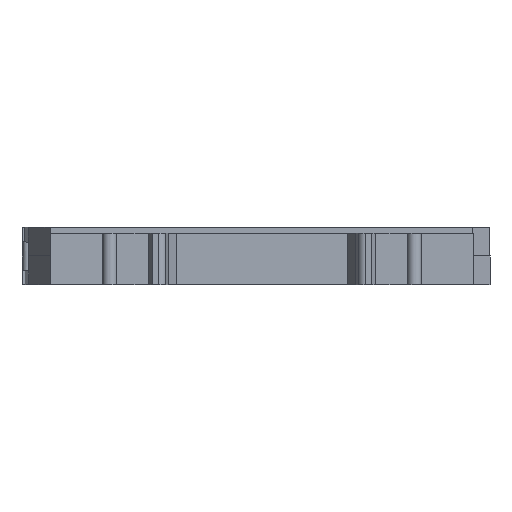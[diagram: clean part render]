
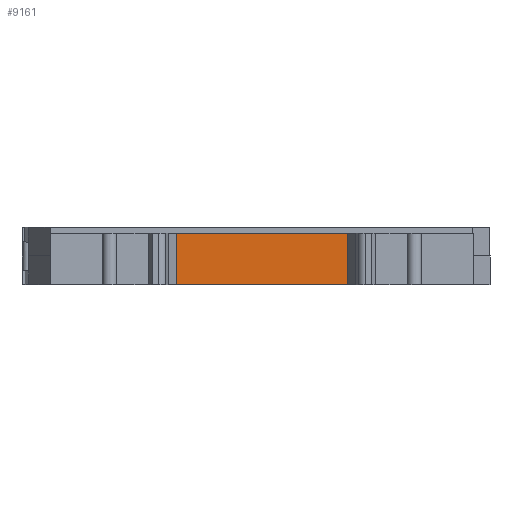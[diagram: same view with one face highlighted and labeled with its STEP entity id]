
A CAD part, front view. The second image highlights one B-rep face of the part: STEP entity #9161.
In plain terms, the highlighted planar face has unit normal (0, -1, 0).
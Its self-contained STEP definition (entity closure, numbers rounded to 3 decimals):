
#85 = CARTESIAN_POINT ( 'NONE',  ( -15.009, 0., 44.049 ) ) ;
#1017 = LINE ( 'NONE', #16987, #9520 ) ;
#1368 = ORIENTED_EDGE ( 'NONE', *, *, #17020, .F. ) ;
#1392 = VECTOR ( 'NONE', #12711, 1000. ) ;
#1528 = CARTESIAN_POINT ( 'NONE',  ( -15.009, 0., 4. ) ) ;
#1736 = DIRECTION ( 'NONE',  ( 0., 0., 1. ) ) ;
#1921 = LINE ( 'NONE', #17620, #1392 ) ;
#3354 = CARTESIAN_POINT ( 'NONE',  ( -15.009, 0., -5. ) ) ;
#3637 = EDGE_LOOP ( 'NONE', ( #13436, #9915, #13630, #1368 ) ) ;
#3662 = VERTEX_POINT ( 'NONE', #3354 ) ;
#4793 = DIRECTION ( 'NONE',  ( 1., 0., 0. ) ) ;
#5534 = DIRECTION ( 'NONE',  ( 0., 0., -1. ) ) ;
#6114 = AXIS2_PLACEMENT_3D ( 'NONE', #85, #18120, #8336 ) ;
#6581 = EDGE_CURVE ( 'NONE', #3662, #20037, #16060, .T. ) ;
#8063 = CARTESIAN_POINT ( 'NONE',  ( 15.113, 0., 4. ) ) ;
#8148 = FACE_OUTER_BOUND ( 'NONE', #3637, .T. ) ;
#8336 = DIRECTION ( 'NONE',  ( -1., 0., 0. ) ) ;
#8376 = VECTOR ( 'NONE', #1736, 1000. ) ;
#9161 = ADVANCED_FACE ( 'NONE', ( #8148 ), #16433, .F. ) ;
#9191 = VERTEX_POINT ( 'NONE', #9984 ) ;
#9520 = VECTOR ( 'NONE', #5534, 1000. ) ;
#9915 = ORIENTED_EDGE ( 'NONE', *, *, #20738, .T. ) ;
#9984 = CARTESIAN_POINT ( 'NONE',  ( 15.113, 0., -5. ) ) ;
#10491 = LINE ( 'NONE', #1528, #18152 ) ;
#11551 = CARTESIAN_POINT ( 'NONE',  ( -15.009, 0., 44.049 ) ) ;
#12230 = CARTESIAN_POINT ( 'NONE',  ( -15.009, 0., 4. ) ) ;
#12711 = DIRECTION ( 'NONE',  ( 1., 0., 0. ) ) ;
#13436 = ORIENTED_EDGE ( 'NONE', *, *, #6581, .F. ) ;
#13625 = EDGE_CURVE ( 'NONE', #20281, #9191, #1017, .T. ) ;
#13630 = ORIENTED_EDGE ( 'NONE', *, *, #13625, .F. ) ;
#16060 = LINE ( 'NONE', #11551, #8376 ) ;
#16433 = PLANE ( 'NONE',  #6114 ) ;
#16987 = CARTESIAN_POINT ( 'NONE',  ( 15.113, 0., 44.049 ) ) ;
#17020 = EDGE_CURVE ( 'NONE', #20037, #20281, #10491, .T. ) ;
#17620 = CARTESIAN_POINT ( 'NONE',  ( 0.052, 0., -5. ) ) ;
#18120 = DIRECTION ( 'NONE',  ( 0., 1., 0. ) ) ;
#18152 = VECTOR ( 'NONE', #4793, 1000. ) ;
#20037 = VERTEX_POINT ( 'NONE', #12230 ) ;
#20281 = VERTEX_POINT ( 'NONE', #8063 ) ;
#20738 = EDGE_CURVE ( 'NONE', #3662, #9191, #1921, .T. ) ;
